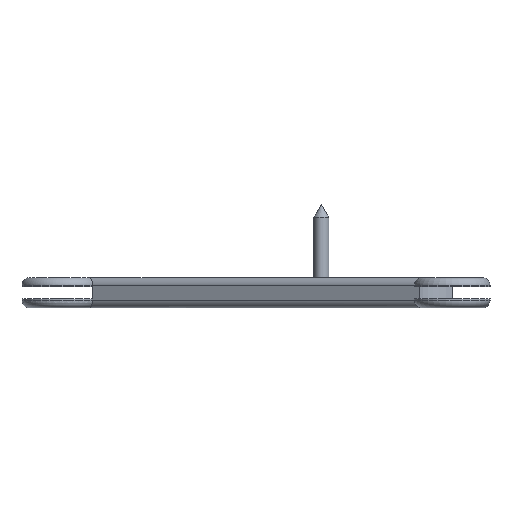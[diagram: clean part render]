
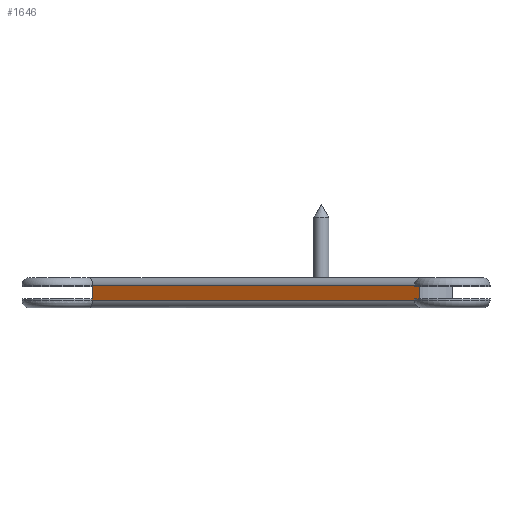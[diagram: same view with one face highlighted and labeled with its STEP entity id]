
A CAD part, left-side view. The second image highlights one B-rep face of the part: STEP entity #1646.
In plain terms, the highlighted planar face has unit normal (-0.866, 0.5, 0).
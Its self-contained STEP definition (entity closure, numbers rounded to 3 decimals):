
#34 = DIRECTION ( 'NONE',  ( -0.5, -0.866, 0. ) ) ;
#57 = VECTOR ( 'NONE', #1387, 1000. ) ;
#67 = CARTESIAN_POINT ( 'NONE',  ( -1.25, 15.155, 3. ) ) ;
#85 = CARTESIAN_POINT ( 'NONE',  ( -13.75, -6.495, 3. ) ) ;
#139 = VECTOR ( 'NONE', #258, 1000. ) ;
#141 = ORIENTED_EDGE ( 'NONE', *, *, #565, .T. ) ;
#150 = ORIENTED_EDGE ( 'NONE', *, *, #1649, .T. ) ;
#161 = LINE ( 'NONE', #752, #1983 ) ;
#194 = CARTESIAN_POINT ( 'NONE',  ( -1.25, 15.155, -1.4 ) ) ;
#206 = FACE_OUTER_BOUND ( 'NONE', #267, .T. ) ;
#220 = CARTESIAN_POINT ( 'NONE',  ( -13.75, -6.495, -1.5 ) ) ;
#258 = DIRECTION ( 'NONE',  ( 0., 0., -1. ) ) ;
#267 = EDGE_LOOP ( 'NONE', ( #1152, #2011, #1383, #1238, #1839, #1237, #141, #150 ) ) ;
#333 = LINE ( 'NONE', #1902, #736 ) ;
#337 = EDGE_CURVE ( 'NONE', #1132, #587, #1400, .T. ) ;
#340 = EDGE_CURVE ( 'NONE', #2107, #2123, #1173, .T. ) ;
#361 = CARTESIAN_POINT ( 'NONE',  ( -13.75, -6.495, -0.5 ) ) ;
#362 = LINE ( 'NONE', #847, #834 ) ;
#556 = DIRECTION ( 'NONE',  ( 0., 0., -1. ) ) ;
#564 = DIRECTION ( 'NONE',  ( 0.5, 0.866, 0. ) ) ;
#565 = EDGE_CURVE ( 'NONE', #849, #1576, #362, .T. ) ;
#587 = VERTEX_POINT ( 'NONE', #690 ) ;
#623 = EDGE_CURVE ( 'NONE', #1178, #2069, #766, .T. ) ;
#680 = EDGE_CURVE ( 'NONE', #2107, #2069, #333, .T. ) ;
#690 = CARTESIAN_POINT ( 'NONE',  ( -1.25, 15.155, -1.5 ) ) ;
#711 = PLANE ( 'NONE',  #1803 ) ;
#736 = VECTOR ( 'NONE', #1427, 1000. ) ;
#752 = CARTESIAN_POINT ( 'NONE',  ( -1.25, 15.155, -0.5 ) ) ;
#754 = EDGE_CURVE ( 'NONE', #1178, #849, #161, .T. ) ;
#759 = CARTESIAN_POINT ( 'NONE',  ( -13.75, -6.495, 3. ) ) ;
#766 = LINE ( 'NONE', #85, #1958 ) ;
#834 = VECTOR ( 'NONE', #1032, 1000. ) ;
#847 = CARTESIAN_POINT ( 'NONE',  ( -1.25, 15.155, 3. ) ) ;
#849 = VERTEX_POINT ( 'NONE', #2142 ) ;
#1032 = DIRECTION ( 'NONE',  ( 0., 0., -1. ) ) ;
#1083 = CARTESIAN_POINT ( 'NONE',  ( -13.75, -6.495, -0.6 ) ) ;
#1097 = LINE ( 'NONE', #67, #57 ) ;
#1132 = VERTEX_POINT ( 'NONE', #194 ) ;
#1142 = EDGE_CURVE ( 'NONE', #587, #2123, #1312, .T. ) ;
#1152 = ORIENTED_EDGE ( 'NONE', *, *, #337, .T. ) ;
#1173 = LINE ( 'NONE', #759, #139 ) ;
#1178 = VERTEX_POINT ( 'NONE', #361 ) ;
#1196 = CARTESIAN_POINT ( 'NONE',  ( -1.25, 15.155, -1.5 ) ) ;
#1220 = DIRECTION ( 'NONE',  ( 0.866, -0.5, 0. ) ) ;
#1237 = ORIENTED_EDGE ( 'NONE', *, *, #754, .T. ) ;
#1238 = ORIENTED_EDGE ( 'NONE', *, *, #680, .T. ) ;
#1312 = LINE ( 'NONE', #1196, #2131 ) ;
#1366 = CARTESIAN_POINT ( 'NONE',  ( -1.25, 15.155, -0.6 ) ) ;
#1383 = ORIENTED_EDGE ( 'NONE', *, *, #340, .F. ) ;
#1387 = DIRECTION ( 'NONE',  ( 0., 0., -1. ) ) ;
#1400 = LINE ( 'NONE', #1606, #1925 ) ;
#1427 = DIRECTION ( 'NONE',  ( 0., 0., 1. ) ) ;
#1576 = VERTEX_POINT ( 'NONE', #1366 ) ;
#1606 = CARTESIAN_POINT ( 'NONE',  ( -1.25, 15.155, 3. ) ) ;
#1646 = ADVANCED_FACE ( 'NONE', ( #206 ), #711, .F. ) ;
#1649 = EDGE_CURVE ( 'NONE', #1576, #1132, #1097, .T. ) ;
#1708 = CARTESIAN_POINT ( 'NONE',  ( -1.25, 15.155, 3. ) ) ;
#1752 = CARTESIAN_POINT ( 'NONE',  ( -13.75, -6.495, -1.4 ) ) ;
#1771 = DIRECTION ( 'NONE',  ( 0., 0., -1. ) ) ;
#1803 = AXIS2_PLACEMENT_3D ( 'NONE', #1708, #1220, #2049 ) ;
#1839 = ORIENTED_EDGE ( 'NONE', *, *, #623, .F. ) ;
#1902 = CARTESIAN_POINT ( 'NONE',  ( -13.75, -6.495, -1.4 ) ) ;
#1925 = VECTOR ( 'NONE', #1771, 1000. ) ;
#1958 = VECTOR ( 'NONE', #556, 1000. ) ;
#1983 = VECTOR ( 'NONE', #564, 1000. ) ;
#2011 = ORIENTED_EDGE ( 'NONE', *, *, #1142, .T. ) ;
#2049 = DIRECTION ( 'NONE',  ( 0.5, 0.866, 0. ) ) ;
#2069 = VERTEX_POINT ( 'NONE', #1083 ) ;
#2107 = VERTEX_POINT ( 'NONE', #1752 ) ;
#2123 = VERTEX_POINT ( 'NONE', #220 ) ;
#2131 = VECTOR ( 'NONE', #34, 1000. ) ;
#2142 = CARTESIAN_POINT ( 'NONE',  ( -1.25, 15.155, -0.5 ) ) ;
